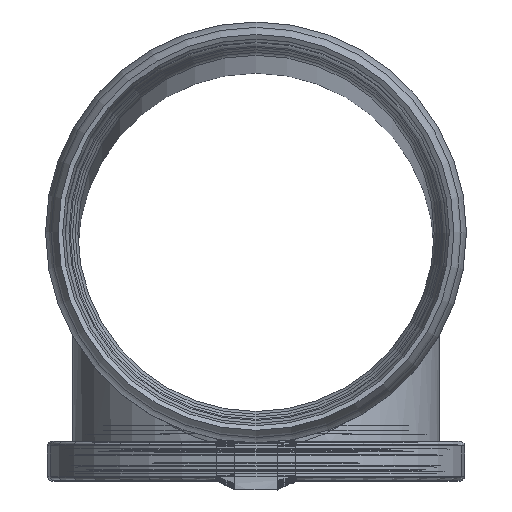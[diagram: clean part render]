
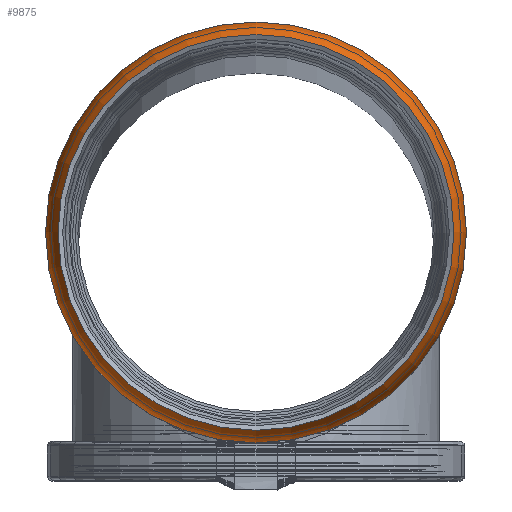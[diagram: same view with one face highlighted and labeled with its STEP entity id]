
A CAD part, top view. The second image highlights one B-rep face of the part: STEP entity #9875.
In plain terms, the highlighted toroidal (fillet/blend) face has major radius 340 mm and minor radius 245 mm.
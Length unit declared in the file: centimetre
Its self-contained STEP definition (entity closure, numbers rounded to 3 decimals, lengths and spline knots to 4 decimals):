
#659=TOROIDAL_SURFACE('',#13154,34.,24.5);
#1316=FACE_OUTER_BOUND('',#1998,.T.);
#1998=EDGE_LOOP('',(#8762,#8763,#8764,#8765,#8766,#8767));
#2357=CIRCLE('',#13152,55.0117);
#2358=CIRCLE('',#13153,55.0117);
#2359=CIRCLE('',#13155,58.5);
#2360=CIRCLE('',#13156,58.5);
#2361=CIRCLE('',#13157,24.5);
#3616=VERTEX_POINT('',#34125);
#3617=VERTEX_POINT('',#34127);
#3618=VERTEX_POINT('',#34131);
#3619=VERTEX_POINT('',#34132);
#5349=EDGE_CURVE('',#3617,#3616,#2357,.T.);
#5350=EDGE_CURVE('',#3616,#3617,#2358,.T.);
#5351=EDGE_CURVE('',#3618,#3619,#2359,.T.);
#5352=EDGE_CURVE('',#3619,#3618,#2360,.T.);
#5353=EDGE_CURVE('',#3619,#3617,#2361,.T.);
#8762=ORIENTED_EDGE('',*,*,#5351,.F.);
#8763=ORIENTED_EDGE('',*,*,#5352,.F.);
#8764=ORIENTED_EDGE('',*,*,#5353,.T.);
#8765=ORIENTED_EDGE('',*,*,#5349,.T.);
#8766=ORIENTED_EDGE('',*,*,#5350,.T.);
#8767=ORIENTED_EDGE('',*,*,#5353,.F.);
#9875=ADVANCED_FACE('',(#1316),#659,.T.);
#13152=AXIS2_PLACEMENT_3D('',#34128,#15548,#15549);
#13153=AXIS2_PLACEMENT_3D('',#34129,#15550,#15551);
#13154=AXIS2_PLACEMENT_3D('',#34130,#15552,#15553);
#13155=AXIS2_PLACEMENT_3D('',#34133,#15554,#15555);
#13156=AXIS2_PLACEMENT_3D('',#34134,#15556,#15557);
#13157=AXIS2_PLACEMENT_3D('',#34135,#15558,#15559);
#15548=DIRECTION('center_axis',(0.,0.,
-1.));
#15549=DIRECTION('ref_axis',(1.,0.,0.));
#15550=DIRECTION('center_axis',(0.,0.,
-1.));
#15551=DIRECTION('ref_axis',(1.,0.,0.));
#15552=DIRECTION('center_axis',(0.,0.,
-1.));
#15553=DIRECTION('ref_axis',(0.,1.,0.));
#15554=DIRECTION('center_axis',(0.,0.,
-1.));
#15555=DIRECTION('ref_axis',(1.,0.,0.));
#15556=DIRECTION('center_axis',(0.,0.,
-1.));
#15557=DIRECTION('ref_axis',(1.,0.,0.));
#15558=DIRECTION('center_axis',(-1.,0.,0.));
#15559=DIRECTION('ref_axis',(0.,-1.,0.));
#34125=CARTESIAN_POINT('',(-55.0117,0.,3000.));
#34127=CARTESIAN_POINT('',(0.,-55.0117,3000.));
#34128=CARTESIAN_POINT('Origin',(0.,0.,
3000.));
#34129=CARTESIAN_POINT('Origin',(0.,0.,
3000.));
#34130=CARTESIAN_POINT('Origin',(0.,0.,
2987.4));
#34131=CARTESIAN_POINT('',(-58.5,0.,2987.4));
#34132=CARTESIAN_POINT('',(0.,-58.5,2987.4));
#34133=CARTESIAN_POINT('Origin',(0.,0.,
2987.4));
#34134=CARTESIAN_POINT('Origin',(0.,0.,
2987.4));
#34135=CARTESIAN_POINT('Origin',(0.,-34.,
2987.4));
